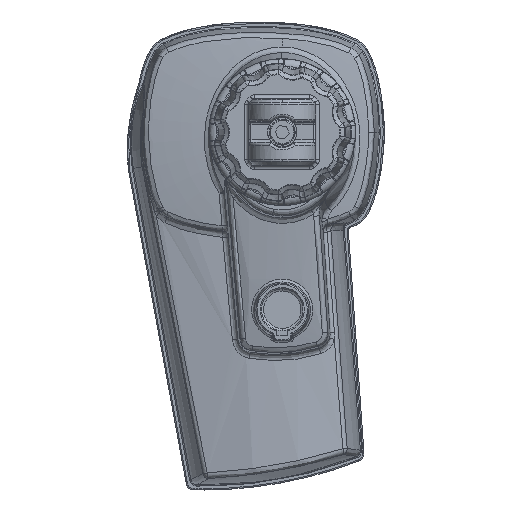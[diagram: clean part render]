
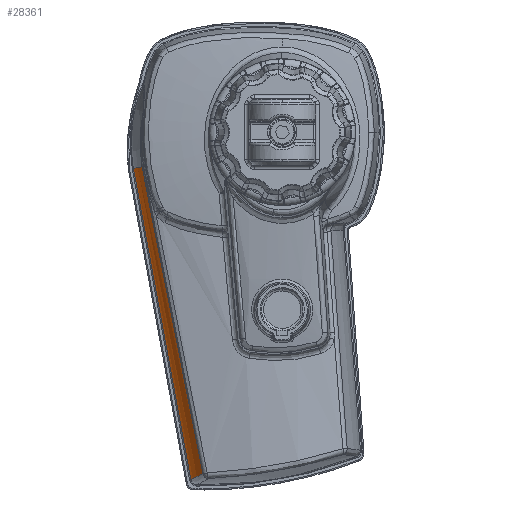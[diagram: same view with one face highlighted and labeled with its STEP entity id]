
A CAD part, left-side view. The second image highlights one B-rep face of the part: STEP entity #28361.
In plain terms, the highlighted free-form (B-spline) face has degree [3, 1] with [4, 2] control points.
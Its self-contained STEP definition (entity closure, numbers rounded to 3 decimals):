
#642 = VERTEX_POINT ( 'NONE', #37582 ) ;
#1738 = DIRECTION ( 'NONE',  ( 0., 0.985, -0.174 ) ) ;
#2836 = CARTESIAN_POINT ( 'NONE',  ( -4.482, 60.658, -15.434 ) ) ;
#3167 = CARTESIAN_POINT ( 'NONE',  ( -31.761, 56.917, -14.098 ) ) ;
#3494 = CARTESIAN_POINT ( 'NONE',  ( -30.26, 32.4, -139.519 ) ) ;
#3543 = CARTESIAN_POINT ( 'NONE',  ( -30.265, 34.125, -130.836 ) ) ;
#4025 = B_SPLINE_SURFACE_WITH_KNOTS ( 'NONE', 3, 1, ( 
 ( #28605, #46102 ),
 ( #54551, #20329 ),
 ( #19769, #16009 ),
 ( #7127, #3167 ) ),
 .UNSPECIFIED., .F., .F., .F.,
 ( 4, 4 ),
 ( 2, 2 ),
 ( 0., 1. ),
 ( 0., 1. ),
 .UNSPECIFIED. ) ;
#4090 = CARTESIAN_POINT ( 'NONE',  ( -30.282, 41.957, -91.374 ) ) ;
#5689 = CARTESIAN_POINT ( 'NONE',  ( -4.483, 60.779, -14.779 ) ) ;
#6988 = CARTESIAN_POINT ( 'NONE',  ( -4.482, 57.939, -30.186 ) ) ;
#7127 = CARTESIAN_POINT ( 'NONE',  ( -31.5, 30.52, -146.526 ) ) ;
#7181 = CARTESIAN_POINT ( 'NONE',  ( -4.481, 56.973, -35.431 ) ) ;
#8415 = CARTESIAN_POINT ( 'NONE',  ( -30.287, 44.149, -80.327 ) ) ;
#8682 = CARTESIAN_POINT ( 'NONE',  ( -30.311, 57.273, -14.161 ) ) ;
#8854 = EDGE_CURVE ( 'NONE', #25935, #51982, #49169, .T. ) ;
#10205 = CARTESIAN_POINT ( 'NONE',  ( 0., -65.29, 7.451 ) ) ;
#14778 = B_SPLINE_CURVE_WITH_KNOTS ( 'NONE', 3,
 ( #33615, #54662, #38123, #50896, #55406, #51086 ),
 .UNSPECIFIED., .F., .F.,
 ( 4, 2, 4 ),
 ( 0.035, 0.048, 0.062 ),
 .UNSPECIFIED. ) ;
#15115 = DIRECTION ( 'NONE',  ( 0., 0.174, 0.985 ) ) ;
#15316 = CARTESIAN_POINT ( 'NONE',  ( -4.474, 37.33, -142.029 ) ) ;
#15662 = ORIENTED_EDGE ( 'NONE', *, *, #34505, .F. ) ;
#16009 = CARTESIAN_POINT ( 'NONE',  ( -10.923, 62.169, -15.024 ) ) ;
#18918 = B_SPLINE_CURVE_WITH_KNOTS ( 'NONE', 3,
 ( #5689, #28657, #2836, #32456, #54425, #54234, #45621, #32643, #6988, #7181, #27930, #23965, #33018, #41454, #37146, #15316 ),
 .UNSPECIFIED., .F., .F.,
 ( 4, 3, 3, 3, 3, 4 ),
 ( 0., 0.001, 0.005, 0.021, 0.085, 0.129 ),
 .UNSPECIFIED. ) ;
#19769 = CARTESIAN_POINT ( 'NONE',  ( -11.263, 38.398, -147.915 ) ) ;
#20329 = CARTESIAN_POINT ( 'NONE',  ( 10.923, 62.169, -15.024 ) ) ;
#20665 = VERTEX_POINT ( 'NONE', #46269 ) ;
#21079 = CARTESIAN_POINT ( 'NONE',  ( -30.277, 39.765, -102.421 ) ) ;
#21640 = VERTEX_POINT ( 'NONE', #48680 ) ;
#22713 = B_SPLINE_CURVE_WITH_KNOTS ( 'NONE', 3,
 ( #50482, #54985, #42019, #8682 ),
 .UNSPECIFIED., .F., .F.,
 ( 4, 4 ),
 ( 0., 0. ),
 .UNSPECIFIED. ) ;
#23965 = CARTESIAN_POINT ( 'NONE',  ( -4.478, 49.241, -77.391 ) ) ;
#25407 = CARTESIAN_POINT ( 'NONE',  ( -30.304, 52.896, -36.238 ) ) ;
#25935 = VERTEX_POINT ( 'NONE', #3494 ) ;
#27930 = CARTESIAN_POINT ( 'NONE',  ( -4.48, 53.107, -56.411 ) ) ;
#28361 = ADVANCED_FACE ( 'NONE', ( #47705 ), #4025, .T. ) ;
#28605 = CARTESIAN_POINT ( 'NONE',  ( 31.5, 30.52, -146.526 ) ) ;
#28657 = CARTESIAN_POINT ( 'NONE',  ( -4.482, 60.718, -15.106 ) ) ;
#29034 = EDGE_CURVE ( 'NONE', #21640, #20665, #18918, .T. ) ;
#29729 = CARTESIAN_POINT ( 'NONE',  ( -30.311, 57.267, -14.193 ) ) ;
#32456 = CARTESIAN_POINT ( 'NONE',  ( -4.482, 60.597, -15.762 ) ) ;
#32643 = CARTESIAN_POINT ( 'NONE',  ( -4.482, 58.906, -24.941 ) ) ;
#32706 = EDGE_LOOP ( 'NONE', ( #15662, #44640, #35140, #39367, #37660 ) ) ;
#33018 = CARTESIAN_POINT ( 'NONE',  ( -4.477, 45.375, -98.371 ) ) ;
#33615 = CARTESIAN_POINT ( 'NONE',  ( -4.474, 37.33, -142.029 ) ) ;
#34505 = EDGE_CURVE ( 'NONE', #21640, #642, #48820, .T. ) ;
#35140 = ORIENTED_EDGE ( 'NONE', *, *, #43889, .T. ) ;
#37146 = CARTESIAN_POINT ( 'NONE',  ( -4.475, 40.012, -127.476 ) ) ;
#37250 = AXIS2_PLACEMENT_3D ( 'NONE', #10205, #15115, #1738 ) ;
#37582 = CARTESIAN_POINT ( 'NONE',  ( -30.311, 57.273, -14.161 ) ) ;
#37660 = ORIENTED_EDGE ( 'NONE', *, *, #55707, .T. ) ;
#38123 = CARTESIAN_POINT ( 'NONE',  ( -13.26, 36.595, -141.658 ) ) ;
#38399 = CARTESIAN_POINT ( 'NONE',  ( -30.272, 37.572, -113.468 ) ) ;
#39367 = ORIENTED_EDGE ( 'NONE', *, *, #8854, .T. ) ;
#41454 = CARTESIAN_POINT ( 'NONE',  ( -4.476, 42.693, -112.924 ) ) ;
#42019 = CARTESIAN_POINT ( 'NONE',  ( -30.311, 57.271, -14.171 ) ) ;
#42516 = CARTESIAN_POINT ( 'NONE',  ( -30.26, 32.4, -139.519 ) ) ;
#43889 = EDGE_CURVE ( 'NONE', #20665, #25935, #14778, .T. ) ;
#44640 = ORIENTED_EDGE ( 'NONE', *, *, #29034, .T. ) ;
#45621 = CARTESIAN_POINT ( 'NONE',  ( -4.482, 59.872, -19.696 ) ) ;
#46102 = CARTESIAN_POINT ( 'NONE',  ( 31.761, 56.917, -14.098 ) ) ;
#46269 = CARTESIAN_POINT ( 'NONE',  ( -4.474, 37.33, -142.029 ) ) ;
#46855 = CARTESIAN_POINT ( 'NONE',  ( -30.269, 35.848, -122.152 ) ) ;
#47705 = FACE_OUTER_BOUND ( 'NONE', #32706, .T. ) ;
#48680 = CARTESIAN_POINT ( 'NONE',  ( -4.483, 60.779, -14.779 ) ) ;
#48820 = CIRCLE ( 'NONE', #37250, 128.092 ) ;
#49169 = B_SPLINE_CURVE_WITH_KNOTS ( 'NONE', 3,
 ( #42516, #3543, #46855, #38399, #21079, #4090, #8415, #51163, #25407, #29729 ),
 .UNSPECIFIED., .F., .F.,
 ( 4, 3, 3, 4 ),
 ( 0.007, 0.034, 0.068, 0.135 ),
 .UNSPECIFIED. ) ;
#50482 = CARTESIAN_POINT ( 'NONE',  ( -30.311, 57.267, -14.193 ) ) ;
#50896 = CARTESIAN_POINT ( 'NONE',  ( -21.855, 34.95, -140.824 ) ) ;
#51086 = CARTESIAN_POINT ( 'NONE',  ( -30.26, 32.4, -139.519 ) ) ;
#51163 = CARTESIAN_POINT ( 'NONE',  ( -30.295, 48.523, -58.282 ) ) ;
#51164 = CARTESIAN_POINT ( 'NONE',  ( -30.311, 57.267, -14.193 ) ) ;
#51982 = VERTEX_POINT ( 'NONE', #51164 ) ;
#54234 = CARTESIAN_POINT ( 'NONE',  ( -4.482, 60.114, -18.385 ) ) ;
#54425 = CARTESIAN_POINT ( 'NONE',  ( -4.482, 60.356, -17.073 ) ) ;
#54551 = CARTESIAN_POINT ( 'NONE',  ( 11.263, 38.398, -147.915 ) ) ;
#54662 = CARTESIAN_POINT ( 'NONE',  ( -8.9, 37.118, -141.922 ) ) ;
#54985 = CARTESIAN_POINT ( 'NONE',  ( -30.311, 57.269, -14.182 ) ) ;
#55406 = CARTESIAN_POINT ( 'NONE',  ( -26.09, 33.828, -140.253 ) ) ;
#55707 = EDGE_CURVE ( 'NONE', #51982, #642, #22713, .T. ) ;
